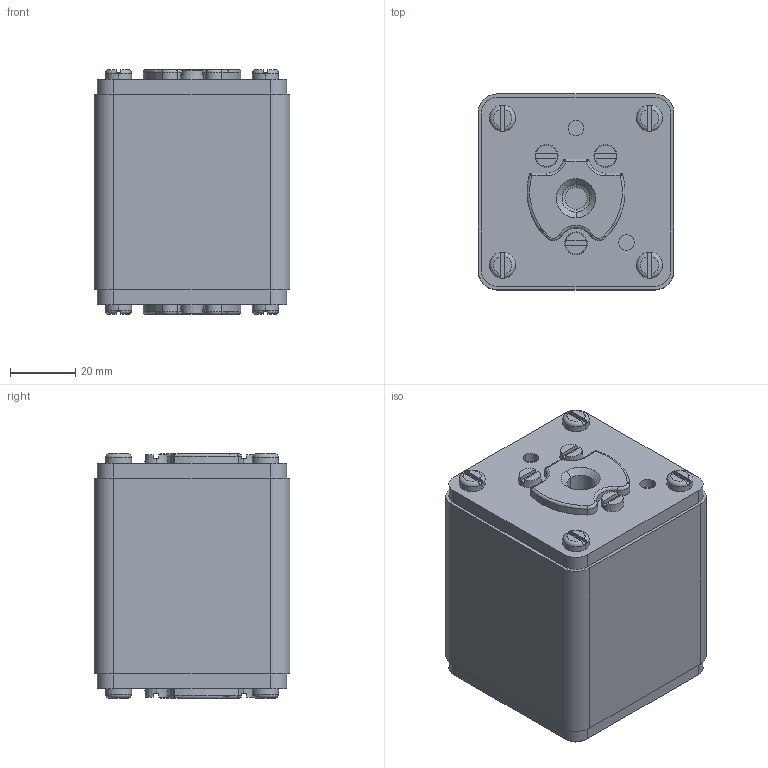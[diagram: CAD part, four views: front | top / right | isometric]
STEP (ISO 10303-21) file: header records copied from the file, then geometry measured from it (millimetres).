
FILE_DESCRIPTION((''),'2;1');
FILE_NAME('G2_1000_DIM','2016-09-23T',('janez.tomelj'),('Audax d.o.o.'),'CREO PARAMETRIC BY PTC INC, 2015290','CREO PARAMETRIC BY PTC INC, 2015290','');
FILE_SCHEMA(('CONFIG_CONTROL_DESIGN'));
Length unit declared in the file: millimetre
Products named in the file (1): G2_1000_DIM
Bounding box: 60 x 60 x 75 mm (x, y, z)
Volume: 247282.5 mm3; surface area: 25292.4 mm2
Topology: 1 solids, 1 shells, 226 faces, 548 edges, 348 vertices
Faces by surface type: plane 100, cylinder 68, torus 30, cone 20, bspline 8
Entity records: 8460 total; most frequent: CARTESIAN_POINT 3050, DIRECTION 1186, ORIENTED_EDGE 1096, EDGE_CURVE 548, AXIS2_PLACEMENT_3D 492, VERTEX_POINT 348, CIRCLE 274, EDGE_LOOP 250
